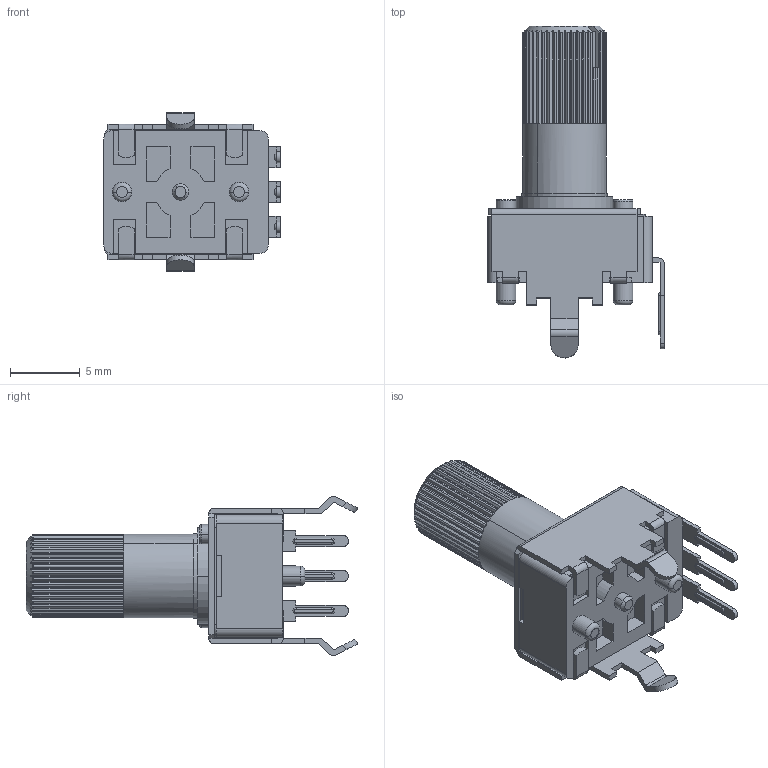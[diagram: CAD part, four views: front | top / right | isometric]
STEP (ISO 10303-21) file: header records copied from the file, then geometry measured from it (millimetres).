
FILE_DESCRIPTION((''),'2;1');
FILE_NAME('F09KH29_SW0001','2018-09-01T',('eng05'),(''),'PRO/ENGINEER BY PARAMETRIC TECHNOLOGY CORPORATION, 2012480','PRO/ENGINEER BY PARAMETRIC TECHNOLOGY CORPORATION, 2012480','');
FILE_SCHEMA(('CONFIG_CONTROL_DESIGN'));
Length unit declared in the file: inch
Products named in the file (1): F09KH29_SW0001
Bounding box: 12.65 x 23.8 x 11.4 mm (x, y, z)
Volume: 951.5 mm3; surface area: 1195.6 mm2
Topology: 1 solids, 1 shells, 492 faces, 1340 edges, 866 vertices
Faces by surface type: plane 319, cylinder 150, torus 20, cone 3
Entity records: 16418 total; most frequent: CARTESIAN_POINT 4211, ORIENTED_EDGE 2680, DIRECTION 2333, EDGE_CURVE 1340, VERTEX_POINT 866, VECTOR 835, LINE 835, AXIS2_PLACEMENT_3D 749
